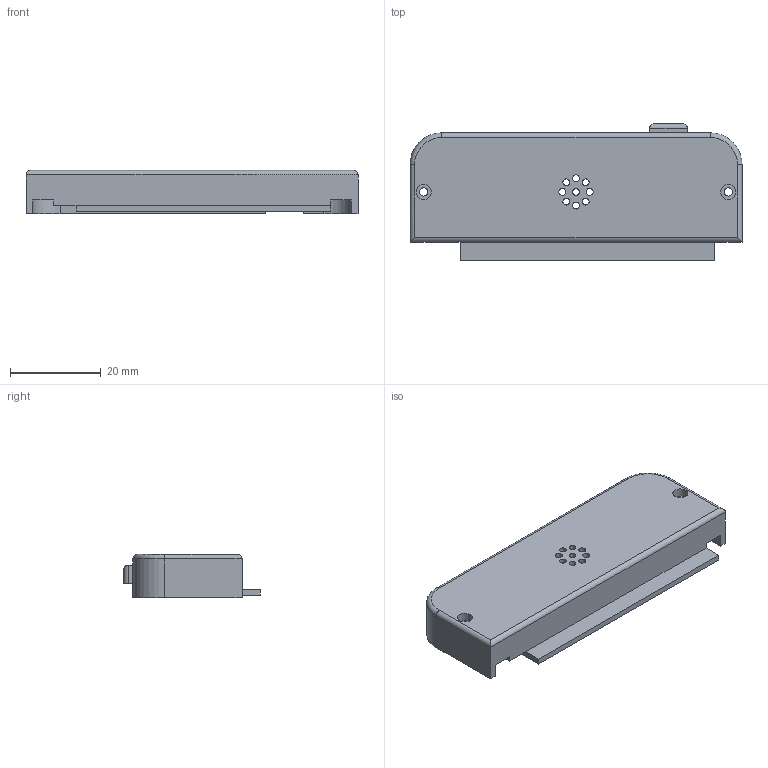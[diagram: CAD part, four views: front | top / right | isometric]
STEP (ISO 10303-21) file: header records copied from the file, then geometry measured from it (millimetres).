
FILE_DESCRIPTION(/* description */ ('Unknown'),/* implementation_level */ '2;1');
FILE_NAME(/* name */ 'Kobo_top',/* time_stamp */ '2017-01-10T21:49:08+01:00',/* author */ ('Unknown'),/* organization */ ('Unknown'),/* preprocessor_version */ 'ST-DEVELOPER v16.7',/* originating_system */ 'DEX',/* authorisation */ $);
FILE_SCHEMA (('AUTOMOTIVE_DESIGN {1 0 10303 214 3 1 1}'));
Length unit declared in the file: millimetre
Products named in the file (1): Kobo_top
Bounding box: 73 x 30 x 9.5 mm (x, y, z)
Volume: 7203 mm3; surface area: 6917.8 mm2
Topology: 1 solids, 1 shells, 64 faces, 178 edges, 118 vertices
Faces by surface type: plane 37, cylinder 25, torus 2
Full cylindrical faces by diameter (mm): 1.5 x9, 1.8 x2, 3.3 x2
Entity records: 1964 total; most frequent: DIRECTION 332, CARTESIAN_POINT 326, ORIENTED_EDGE 308, EDGE_CURVE 154, AXIS2_PLACEMENT_3D 113, VERTEX_POINT 107, LINE 106, VECTOR 106
